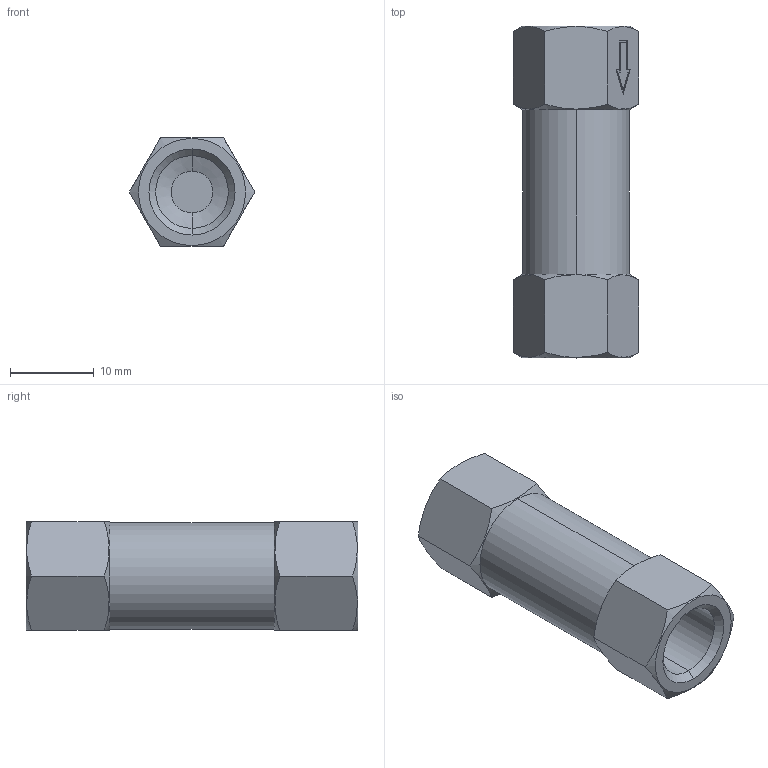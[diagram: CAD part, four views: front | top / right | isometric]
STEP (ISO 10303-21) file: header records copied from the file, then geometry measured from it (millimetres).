
FILE_DESCRIPTION (( 'STEP AP203' ), '1' );
FILE_NAME ('X4130001.STEP', '2010-05-24T11:49:58', ( 'SP' ), ( 'sopra-pneumatic' ), 'SwSTEP 2.0', 'SolidWorks 2009', '' );
FILE_SCHEMA (( 'CONFIG_CONTROL_DESIGN' ));
Length unit declared in the file: millimetre
Products named in the file (1): X4130001
Bounding box: 15.01 x 39.7 x 13 mm (x, y, z)
Volume: 4327.3 mm3; surface area: 2467.3 mm2
Topology: 1 solids, 1 shells, 58 faces, 140 edges, 88 vertices
Faces by surface type: plane 32, cone 16, cylinder 10
Entity records: 1933 total; most frequent: CARTESIAN_POINT 543, ORIENTED_EDGE 280, DIRECTION 254, EDGE_CURVE 140, VERTEX_POINT 88, AXIS2_PLACEMENT_3D 87, VECTOR 80, LINE 80
